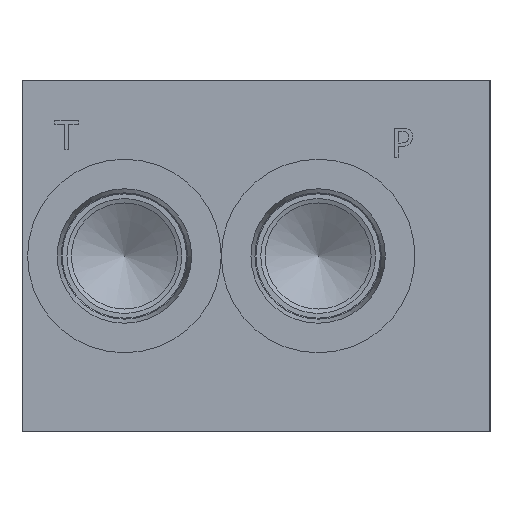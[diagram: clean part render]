
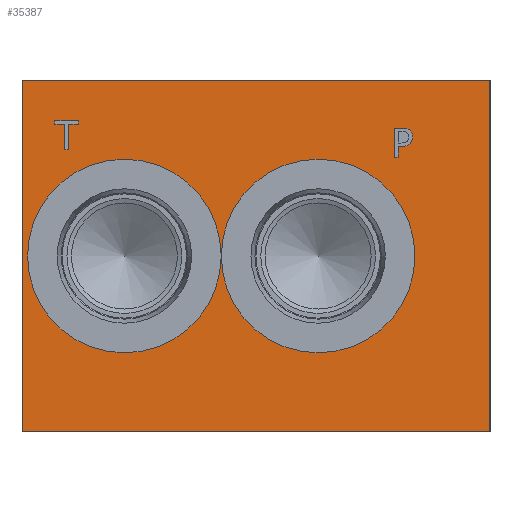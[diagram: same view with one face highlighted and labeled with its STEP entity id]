
A CAD part, left-side view. The second image highlights one B-rep face of the part: STEP entity #35387.
In plain terms, the highlighted planar face has unit normal (-1, 0, 0).
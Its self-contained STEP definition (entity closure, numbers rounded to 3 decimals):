
#550=CIRCLE('',#36879,21.019);
#551=CIRCLE('',#36880,21.019);
#552=CIRCLE('',#36881,21.019);
#553=CIRCLE('',#36882,21.019);
#1628=FACE_BOUND('',#5900,.T.);
#1629=FACE_BOUND('',#5901,.T.);
#1630=FACE_BOUND('',#5902,.T.);
#1631=FACE_BOUND('',#5903,.T.);
#2500=PLANE('',#36878);
#3859=FACE_OUTER_BOUND('',#5899,.T.);
#5899=EDGE_LOOP('',(#28869,#28870,#28871,#28872));
#5900=EDGE_LOOP('',(#28873,#28874));
#5901=EDGE_LOOP('',(#28875,#28876));
#5902=EDGE_LOOP('',(#28877,#28878,#28879,#28880,#28881,#28882,#28883,#28884));
#5903=EDGE_LOOP('',(#28885,#28886,#28887,#28888,#28889,#28890,#28891,#28892,
#28893));
#6917=LINE('',#46979,#9872);
#7574=LINE('',#51517,#10529);
#8496=LINE('',#56305,#11451);
#9052=LINE('',#59302,#12007);
#9055=LINE('',#59308,#12010);
#9058=LINE('',#59314,#12013);
#9061=LINE('',#59320,#12016);
#9064=LINE('',#59326,#12019);
#9068=LINE('',#59367,#12023);
#9069=LINE('',#59378,#12024);
#9070=LINE('',#59380,#12025);
#9071=LINE('',#59382,#12026);
#9072=LINE('',#59384,#12027);
#9073=LINE('',#59386,#12028);
#9074=LINE('',#59388,#12029);
#9075=LINE('',#59390,#12030);
#9076=LINE('',#59391,#12031);
#9872=VECTOR('',#38670,10.);
#10529=VECTOR('',#39613,10.);
#11451=VECTOR('',#41247,10.);
#12007=VECTOR('',#42255,10.);
#12010=VECTOR('',#42260,10.);
#12013=VECTOR('',#42265,10.);
#12016=VECTOR('',#42270,10.);
#12019=VECTOR('',#42275,10.);
#12023=VECTOR('',#42283,10.);
#12024=VECTOR('',#42292,10.);
#12025=VECTOR('',#42293,10.);
#12026=VECTOR('',#42294,10.);
#12027=VECTOR('',#42295,10.);
#12028=VECTOR('',#42296,10.);
#12029=VECTOR('',#42297,10.);
#12030=VECTOR('',#42298,10.);
#12031=VECTOR('',#42299,10.);
#13694=B_SPLINE_CURVE_WITH_KNOTS('',2,(#59269,#59270,#59271,#59272),
 .UNSPECIFIED.,.F.,.F.,(3,1,3),(0.,1.,2.),.UNSPECIFIED.);
#13696=B_SPLINE_CURVE_WITH_KNOTS('',2,(#59290,#59291,#59292,#59293),
 .UNSPECIFIED.,.F.,.F.,(3,1,3),(0.,1.,2.),.UNSPECIFIED.);
#13698=B_SPLINE_CURVE_WITH_KNOTS('',2,(#59339,#59340,#59341,#59342),
 .UNSPECIFIED.,.F.,.F.,(3,1,3),(0.,1.,2.),.UNSPECIFIED.);
#13700=B_SPLINE_CURVE_WITH_KNOTS('',2,(#59357,#59358,#59359,#59360),
 .UNSPECIFIED.,.F.,.F.,(3,1,3),(0.,1.,2.),.UNSPECIFIED.);
#13924=VERTEX_POINT('',#46975);
#13925=VERTEX_POINT('',#46977);
#14758=VERTEX_POINT('',#51514);
#14759=VERTEX_POINT('',#51516);
#16070=VERTEX_POINT('',#59267);
#16071=VERTEX_POINT('',#59268);
#16074=VERTEX_POINT('',#59289);
#16076=VERTEX_POINT('',#59301);
#16078=VERTEX_POINT('',#59307);
#16080=VERTEX_POINT('',#59313);
#16082=VERTEX_POINT('',#59319);
#16084=VERTEX_POINT('',#59325);
#16086=VERTEX_POINT('',#59338);
#16088=VERTEX_POINT('',#59368);
#16089=VERTEX_POINT('',#59369);
#16090=VERTEX_POINT('',#59372);
#16091=VERTEX_POINT('',#59373);
#16092=VERTEX_POINT('',#59376);
#16093=VERTEX_POINT('',#59377);
#16094=VERTEX_POINT('',#59379);
#16095=VERTEX_POINT('',#59381);
#16096=VERTEX_POINT('',#59383);
#16097=VERTEX_POINT('',#59385);
#16098=VERTEX_POINT('',#59387);
#16099=VERTEX_POINT('',#59389);
#17484=EDGE_CURVE('',#13924,#13925,#6917,.T.);
#18575=EDGE_CURVE('',#14758,#14759,#7574,.T.);
#19825=EDGE_CURVE('',#14758,#13924,#8496,.T.);
#20622=EDGE_CURVE('',#16070,#16071,#13694,.T.);
#20626=EDGE_CURVE('',#16074,#16070,#13696,.T.);
#20629=EDGE_CURVE('',#16076,#16074,#9052,.T.);
#20632=EDGE_CURVE('',#16078,#16076,#9055,.T.);
#20635=EDGE_CURVE('',#16080,#16078,#9058,.T.);
#20638=EDGE_CURVE('',#16082,#16080,#9061,.T.);
#20641=EDGE_CURVE('',#16084,#16082,#9064,.T.);
#20644=EDGE_CURVE('',#16086,#16084,#13698,.T.);
#20647=EDGE_CURVE('',#16071,#16086,#13700,.T.);
#20649=EDGE_CURVE('',#14759,#13925,#9068,.T.);
#20650=EDGE_CURVE('',#16088,#16089,#550,.T.);
#20651=EDGE_CURVE('',#16089,#16088,#551,.T.);
#20652=EDGE_CURVE('',#16090,#16091,#552,.T.);
#20653=EDGE_CURVE('',#16091,#16090,#553,.T.);
#20654=EDGE_CURVE('',#16092,#16093,#9069,.T.);
#20655=EDGE_CURVE('',#16093,#16094,#9070,.T.);
#20656=EDGE_CURVE('',#16094,#16095,#9071,.T.);
#20657=EDGE_CURVE('',#16095,#16096,#9072,.T.);
#20658=EDGE_CURVE('',#16096,#16097,#9073,.T.);
#20659=EDGE_CURVE('',#16097,#16098,#9074,.T.);
#20660=EDGE_CURVE('',#16098,#16099,#9075,.T.);
#20661=EDGE_CURVE('',#16099,#16092,#9076,.T.);
#28869=ORIENTED_EDGE('',*,*,#19825,.T.);
#28870=ORIENTED_EDGE('',*,*,#17484,.T.);
#28871=ORIENTED_EDGE('',*,*,#20649,.F.);
#28872=ORIENTED_EDGE('',*,*,#18575,.F.);
#28873=ORIENTED_EDGE('',*,*,#20650,.T.);
#28874=ORIENTED_EDGE('',*,*,#20651,.T.);
#28875=ORIENTED_EDGE('',*,*,#20652,.T.);
#28876=ORIENTED_EDGE('',*,*,#20653,.T.);
#28877=ORIENTED_EDGE('',*,*,#20654,.T.);
#28878=ORIENTED_EDGE('',*,*,#20655,.T.);
#28879=ORIENTED_EDGE('',*,*,#20656,.T.);
#28880=ORIENTED_EDGE('',*,*,#20657,.T.);
#28881=ORIENTED_EDGE('',*,*,#20658,.T.);
#28882=ORIENTED_EDGE('',*,*,#20659,.T.);
#28883=ORIENTED_EDGE('',*,*,#20660,.T.);
#28884=ORIENTED_EDGE('',*,*,#20661,.T.);
#28885=ORIENTED_EDGE('',*,*,#20622,.T.);
#28886=ORIENTED_EDGE('',*,*,#20647,.T.);
#28887=ORIENTED_EDGE('',*,*,#20644,.T.);
#28888=ORIENTED_EDGE('',*,*,#20641,.T.);
#28889=ORIENTED_EDGE('',*,*,#20638,.T.);
#28890=ORIENTED_EDGE('',*,*,#20635,.T.);
#28891=ORIENTED_EDGE('',*,*,#20632,.T.);
#28892=ORIENTED_EDGE('',*,*,#20629,.T.);
#28893=ORIENTED_EDGE('',*,*,#20626,.T.);
#35387=ADVANCED_FACE('',(#3859,#1628,#1629,#1630,#1631),#2500,.T.);
#36878=AXIS2_PLACEMENT_3D('',#59366,#42281,#42282);
#36879=AXIS2_PLACEMENT_3D('',#59370,#42284,#42285);
#36880=AXIS2_PLACEMENT_3D('',#59371,#42286,#42287);
#36881=AXIS2_PLACEMENT_3D('',#59374,#42288,#42289);
#36882=AXIS2_PLACEMENT_3D('',#59375,#42290,#42291);
#38670=DIRECTION('',(0.,0.,1.));
#39613=DIRECTION('',(0.,0.,1.));
#41247=DIRECTION('',(0.,-1.,0.));
#42255=DIRECTION('',(0.,-1.,0.));
#42260=DIRECTION('',(0.,0.,1.));
#42265=DIRECTION('',(0.,1.,0.));
#42270=DIRECTION('',(0.,0.,-1.));
#42275=DIRECTION('',(0.,1.,0.));
#42281=DIRECTION('center_axis',(-1.,0.,0.));
#42282=DIRECTION('ref_axis',(0.,-1.,0.));
#42283=DIRECTION('',(0.,-1.,0.));
#42284=DIRECTION('center_axis',(1.,0.,0.));
#42285=DIRECTION('ref_axis',(0.,0.,1.));
#42286=DIRECTION('center_axis',(1.,0.,0.));
#42287=DIRECTION('ref_axis',(0.,0.,1.));
#42288=DIRECTION('center_axis',(1.,0.,0.));
#42289=DIRECTION('ref_axis',(0.,0.,1.));
#42290=DIRECTION('center_axis',(1.,0.,0.));
#42291=DIRECTION('ref_axis',(0.,0.,1.));
#42292=DIRECTION('',(0.,1.,0.));
#42293=DIRECTION('',(0.,0.,1.));
#42294=DIRECTION('',(0.,1.,0.));
#42295=DIRECTION('',(0.,0.,1.));
#42296=DIRECTION('',(0.,-1.,0.));
#42297=DIRECTION('',(0.,0.,-1.));
#42298=DIRECTION('',(0.,1.,0.));
#42299=DIRECTION('',(0.,0.,-1.));
#46975=CARTESIAN_POINT('',(0.,0.,0.));
#46977=CARTESIAN_POINT('',(0.,0.,76.2));
#46979=CARTESIAN_POINT('',(0.,0.,0.));
#51514=CARTESIAN_POINT('',(0.,101.6,0.));
#51516=CARTESIAN_POINT('',(0.,101.6,76.2));
#51517=CARTESIAN_POINT('',(0.,101.6,0.));
#56305=CARTESIAN_POINT('',(0.,101.6,0.));
#59267=CARTESIAN_POINT('',(0.,17.531,65.485));
#59268=CARTESIAN_POINT('',(0.,16.774,63.967));
#59269=CARTESIAN_POINT('Ctrl Pts',(0.,17.531,65.485));
#59270=CARTESIAN_POINT('Ctrl Pts',(0.,17.176,65.243));
#59271=CARTESIAN_POINT('Ctrl Pts',(0.,16.774,64.497));
#59272=CARTESIAN_POINT('Ctrl Pts',(0.,16.774,63.967));
#59289=CARTESIAN_POINT('',(0.,19.193,65.881));
#59290=CARTESIAN_POINT('Ctrl Pts',(0.,19.193,65.881));
#59291=CARTESIAN_POINT('Ctrl Pts',(0.,18.627,65.881));
#59292=CARTESIAN_POINT('Ctrl Pts',(0.,17.834,65.696));
#59293=CARTESIAN_POINT('Ctrl Pts',(0.,17.531,65.485));
#59301=CARTESIAN_POINT('',(0.,20.788,65.881));
#59302=CARTESIAN_POINT('',(0.,61.194,65.881));
#59307=CARTESIAN_POINT('',(0.,20.788,59.531));
#59308=CARTESIAN_POINT('',(0.,20.788,29.766));
#59313=CARTESIAN_POINT('',(0.,19.944,59.531));
#59314=CARTESIAN_POINT('',(0.,60.772,59.531));
#59319=CARTESIAN_POINT('',(0.,19.944,61.898));
#59320=CARTESIAN_POINT('',(0.,19.944,30.949));
#59325=CARTESIAN_POINT('',(0.,19.229,61.898));
#59326=CARTESIAN_POINT('',(0.,60.414,61.898));
#59338=CARTESIAN_POINT('',(0.,17.33,62.557));
#59339=CARTESIAN_POINT('Ctrl Pts',(0.,17.33,62.557));
#59340=CARTESIAN_POINT('Ctrl Pts',(0.,17.659,62.233));
#59341=CARTESIAN_POINT('Ctrl Pts',(0.,18.55,61.898));
#59342=CARTESIAN_POINT('Ctrl Pts',(0.,19.229,61.898));
#59357=CARTESIAN_POINT('Ctrl Pts',(0.,16.774,63.967));
#59358=CARTESIAN_POINT('Ctrl Pts',(0.,16.774,63.555));
#59359=CARTESIAN_POINT('Ctrl Pts',(0.,17.068,62.814));
#59360=CARTESIAN_POINT('Ctrl Pts',(0.,17.33,62.557));
#59366=CARTESIAN_POINT('Origin',(0.,101.6,0.));
#59367=CARTESIAN_POINT('',(0.,101.6,76.2));
#59368=CARTESIAN_POINT('',(0.,79.375,59.119));
#59369=CARTESIAN_POINT('',(0.,79.375,17.082));
#59370=CARTESIAN_POINT('Origin',(0.,79.375,38.1));
#59371=CARTESIAN_POINT('Origin',(0.,79.375,38.1));
#59372=CARTESIAN_POINT('',(0.,37.313,59.119));
#59373=CARTESIAN_POINT('',(0.,37.313,17.082));
#59374=CARTESIAN_POINT('Origin',(0.,37.313,38.1));
#59375=CARTESIAN_POINT('Origin',(0.,37.313,38.1));
#59376=CARTESIAN_POINT('',(0.,91.487,61.119));
#59377=CARTESIAN_POINT('',(0.,92.331,61.119));
#59378=CARTESIAN_POINT('',(0.,96.544,61.119));
#59379=CARTESIAN_POINT('',(0.,92.331,66.717));
#59380=CARTESIAN_POINT('',(0.,92.331,30.559));
#59381=CARTESIAN_POINT('',(0.,94.461,66.717));
#59382=CARTESIAN_POINT('',(0.,96.966,66.717));
#59383=CARTESIAN_POINT('',(0.,94.461,67.469));
#59384=CARTESIAN_POINT('',(0.,94.461,33.359));
#59385=CARTESIAN_POINT('',(0.,89.357,67.469));
#59386=CARTESIAN_POINT('',(0.,98.031,67.469));
#59387=CARTESIAN_POINT('',(0.,89.357,66.717));
#59388=CARTESIAN_POINT('',(0.,89.357,33.734));
#59389=CARTESIAN_POINT('',(0.,91.487,66.717));
#59390=CARTESIAN_POINT('',(0.,95.478,66.717));
#59391=CARTESIAN_POINT('',(0.,91.487,33.359));
